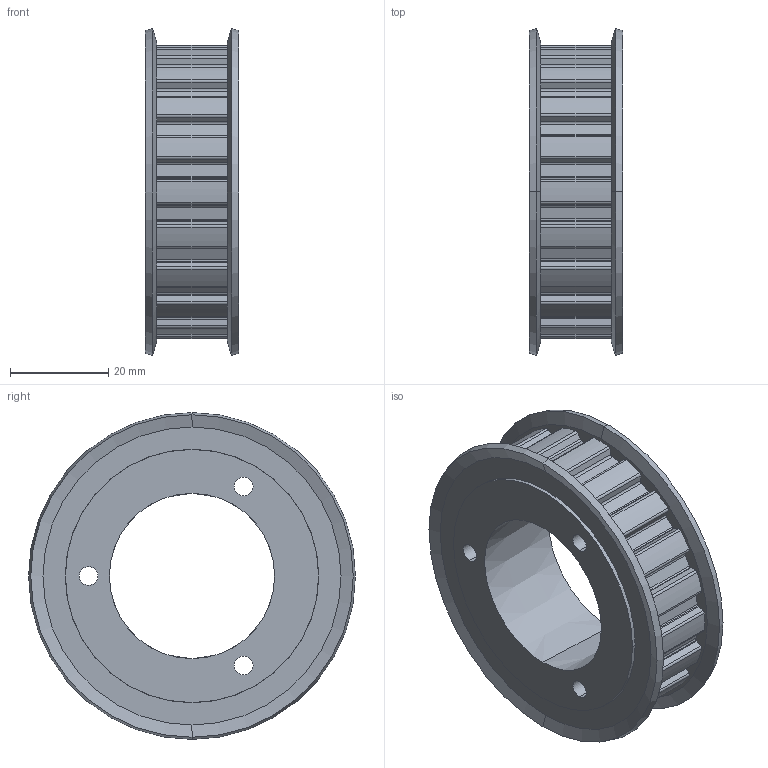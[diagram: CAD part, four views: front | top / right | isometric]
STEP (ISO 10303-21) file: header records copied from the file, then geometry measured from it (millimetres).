
FILE_DESCRIPTION (( 'STEP AP214' ), '1' );
FILE_NAME ('SQD20L050AF-JA.step', '2019-07-30T13:51:39', ( '' ), ( '' ), 'SwSTEP 2.0', 'SolidWorks 2018', '' );
FILE_SCHEMA (( 'AUTOMOTIVE_DESIGN' ));
Length unit declared in the file: inch
Products named in the file (1): SQD20L050AF-JA
Bounding box: 19.05 x 66.67 x 66.67 mm (x, y, z)
Volume: 34079.9 mm3; surface area: 14635.8 mm2
Topology: 1 solids, 1 shells, 225 faces, 643 edges, 426 vertices
Faces by surface type: cylinder 143, plane 68, cone 14
Entity records: 7925 total; most frequent: DIRECTION 1401, CARTESIAN_POINT 1295, ORIENTED_EDGE 1286, EDGE_CURVE 643, AXIS2_PLACEMENT_3D 532, VERTEX_POINT 426, VECTOR 337, LINE 337
